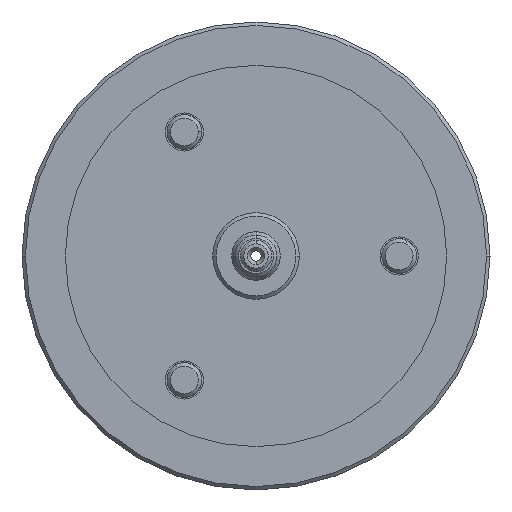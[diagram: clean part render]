
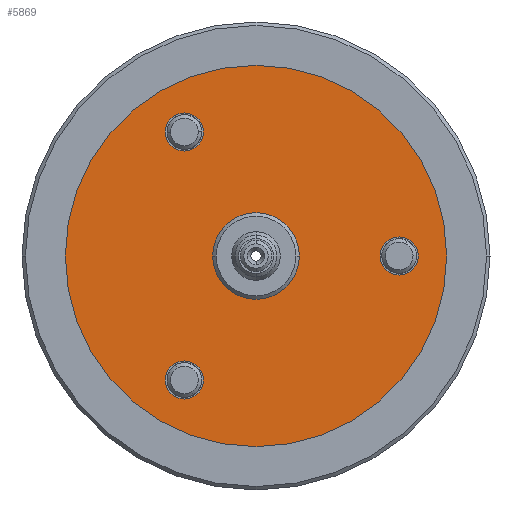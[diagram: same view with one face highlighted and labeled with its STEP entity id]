
A CAD part, left-side view. The second image highlights one B-rep face of the part: STEP entity #5869.
In plain terms, the highlighted planar face has unit normal (-1, 0, 0).
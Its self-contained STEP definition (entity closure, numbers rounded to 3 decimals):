
#20 = CARTESIAN_POINT ( 'NONE',  ( 5., -41.3, -5.5 ) ) ;
#58 = CARTESIAN_POINT ( 'NONE',  ( 5., 20.65, -30.267 ) ) ;
#158 = CARTESIAN_POINT ( 'NONE',  ( 5., 0., 0. ) ) ;
#240 = ORIENTED_EDGE ( 'NONE', *, *, #2518, .F. ) ;
#359 = VERTEX_POINT ( 'NONE', #5812 ) ;
#373 = DIRECTION ( 'NONE',  ( 0., -1., 0. ) ) ;
#374 = EDGE_CURVE ( 'NONE', #6594, #3461, #6356, .T. ) ;
#468 = EDGE_CURVE ( 'NONE', #3461, #6594, #3996, .T. ) ;
#479 = CIRCLE ( 'NONE', #3093, 12.5 ) ;
#485 = DIRECTION ( 'NONE',  ( -1., 0., 0. ) ) ;
#486 = EDGE_CURVE ( 'NONE', #1392, #2549, #1384, .T. ) ;
#656 = VERTEX_POINT ( 'NONE', #6624 ) ;
#687 = DIRECTION ( 'NONE',  ( 0., -1., 0. ) ) ;
#694 = AXIS2_PLACEMENT_3D ( 'NONE', #5991, #2868, #6517 ) ;
#724 = VERTEX_POINT ( 'NONE', #6599 ) ;
#767 = CIRCLE ( 'NONE', #694, 5.5 ) ;
#917 = DIRECTION ( 'NONE',  ( -1., 0., 0. ) ) ;
#1228 = EDGE_LOOP ( 'NONE', ( #3407, #6291 ) ) ;
#1232 = AXIS2_PLACEMENT_3D ( 'NONE', #4850, #1734, #5371 ) ;
#1303 = EDGE_CURVE ( 'NONE', #2549, #1392, #5546, .T. ) ;
#1384 = CIRCLE ( 'NONE', #2271, 5.5 ) ;
#1392 = VERTEX_POINT ( 'NONE', #20 ) ;
#1428 = DIRECTION ( 'NONE',  ( -1., 0., 0. ) ) ;
#1518 = CARTESIAN_POINT ( 'NONE',  ( 5., -12.5, 0. ) ) ;
#1548 = DIRECTION ( 'NONE',  ( 0., -1., 0. ) ) ;
#1570 = ORIENTED_EDGE ( 'NONE', *, *, #4263, .T. ) ;
#1592 = ORIENTED_EDGE ( 'NONE', *, *, #1303, .F. ) ;
#1632 = DIRECTION ( 'NONE',  ( 0., -1., 0. ) ) ;
#1649 = ORIENTED_EDGE ( 'NONE', *, *, #486, .F. ) ;
#1709 = EDGE_LOOP ( 'NONE', ( #1570, #4302 ) ) ;
#1734 = DIRECTION ( 'NONE',  ( -1., 0., 0. ) ) ;
#1849 = FACE_BOUND ( 'NONE', #5037, .T. ) ;
#1882 = EDGE_CURVE ( 'NONE', #3719, #3689, #479, .T. ) ;
#2057 = CARTESIAN_POINT ( 'NONE',  ( 5., 0., 0. ) ) ;
#2059 = DIRECTION ( 'NONE',  ( -1., 0., 0. ) ) ;
#2145 = CARTESIAN_POINT ( 'NONE',  ( 5., 20.65, 35.767 ) ) ;
#2158 = CARTESIAN_POINT ( 'NONE',  ( 5., 20.65, 30.267 ) ) ;
#2167 = ORIENTED_EDGE ( 'NONE', *, *, #4517, .F. ) ;
#2271 = AXIS2_PLACEMENT_3D ( 'NONE', #4134, #485, #3607 ) ;
#2311 = AXIS2_PLACEMENT_3D ( 'NONE', #2746, #6403, #3278 ) ;
#2372 = EDGE_LOOP ( 'NONE', ( #2167, #6225 ) ) ;
#2518 = EDGE_CURVE ( 'NONE', #724, #4661, #2750, .T. ) ;
#2537 = AXIS2_PLACEMENT_3D ( 'NONE', #158, #3813, #687 ) ;
#2549 = VERTEX_POINT ( 'NONE', #3071 ) ;
#2578 = DIRECTION ( 'NONE',  ( 0., -1., 0. ) ) ;
#2615 = AXIS2_PLACEMENT_3D ( 'NONE', #5709, #2059, #5177 ) ;
#2660 = AXIS2_PLACEMENT_3D ( 'NONE', #1518, #4672, #1548 ) ;
#2746 = CARTESIAN_POINT ( 'NONE',  ( 5., -41.3, 0. ) ) ;
#2750 = CIRCLE ( 'NONE', #5628, 5.5 ) ;
#2868 = DIRECTION ( 'NONE',  ( -1., 0., 0. ) ) ;
#3058 = FACE_BOUND ( 'NONE', #2372, .T. ) ;
#3071 = CARTESIAN_POINT ( 'NONE',  ( 5., -41.3, 5.5 ) ) ;
#3093 = AXIS2_PLACEMENT_3D ( 'NONE', #4568, #917, #4040 ) ;
#3126 = EDGE_LOOP ( 'NONE', ( #1649, #1592 ) ) ;
#3219 = FACE_OUTER_BOUND ( 'NONE', #1709, .T. ) ;
#3278 = DIRECTION ( 'NONE',  ( 0., -1., 0. ) ) ;
#3407 = ORIENTED_EDGE ( 'NONE', *, *, #468, .F. ) ;
#3461 = VERTEX_POINT ( 'NONE', #2158 ) ;
#3500 = CARTESIAN_POINT ( 'NONE',  ( 5., 20.65, -35.767 ) ) ;
#3607 = DIRECTION ( 'NONE',  ( 0., -1., 0. ) ) ;
#3613 = PLANE ( 'NONE',  #2660 ) ;
#3689 = VERTEX_POINT ( 'NONE', #3898 ) ;
#3719 = VERTEX_POINT ( 'NONE', #4449 ) ;
#3813 = DIRECTION ( 'NONE',  ( -1., 0., 0. ) ) ;
#3898 = CARTESIAN_POINT ( 'NONE',  ( 5., -12.5, 0. ) ) ;
#3996 = CIRCLE ( 'NONE', #2615, 5.5 ) ;
#4040 = DIRECTION ( 'NONE',  ( 0., -1., 0. ) ) ;
#4134 = CARTESIAN_POINT ( 'NONE',  ( 5., -41.3, 0. ) ) ;
#4263 = EDGE_CURVE ( 'NONE', #656, #359, #5265, .T. ) ;
#4302 = ORIENTED_EDGE ( 'NONE', *, *, #6143, .T. ) ;
#4449 = CARTESIAN_POINT ( 'NONE',  ( 5., 12.5, 0. ) ) ;
#4517 = EDGE_CURVE ( 'NONE', #3689, #3719, #5673, .T. ) ;
#4568 = CARTESIAN_POINT ( 'NONE',  ( 5., 0., 0. ) ) ;
#4579 = CARTESIAN_POINT ( 'NONE',  ( 5., 20.65, 41.267 ) ) ;
#4619 = FACE_BOUND ( 'NONE', #3126, .T. ) ;
#4661 = VERTEX_POINT ( 'NONE', #58 ) ;
#4672 = DIRECTION ( 'NONE',  ( -1., 0., 0. ) ) ;
#4850 = CARTESIAN_POINT ( 'NONE',  ( 5., 0., 0. ) ) ;
#5037 = EDGE_LOOP ( 'NONE', ( #240, #6047 ) ) ;
#5177 = DIRECTION ( 'NONE',  ( 0., -1., 0. ) ) ;
#5265 = CIRCLE ( 'NONE', #1232, 55. ) ;
#5267 = DIRECTION ( 'NONE',  ( -1., 0., 0. ) ) ;
#5371 = DIRECTION ( 'NONE',  ( 0., -1., 0. ) ) ;
#5536 = EDGE_CURVE ( 'NONE', #4661, #724, #767, .T. ) ;
#5546 = CIRCLE ( 'NONE', #2311, 5.5 ) ;
#5628 = AXIS2_PLACEMENT_3D ( 'NONE', #3500, #1428, #373 ) ;
#5673 = CIRCLE ( 'NONE', #6474, 12.5 ) ;
#5702 = DIRECTION ( 'NONE',  ( -1., 0., 0. ) ) ;
#5709 = CARTESIAN_POINT ( 'NONE',  ( 5., 20.65, 35.767 ) ) ;
#5812 = CARTESIAN_POINT ( 'NONE',  ( 5., 55., 0. ) ) ;
#5831 = FACE_BOUND ( 'NONE', #1228, .T. ) ;
#5869 = ADVANCED_FACE ( 'NONE', ( #1849, #5831, #4619, #3219, #3058 ), #3613, .T. ) ;
#5893 = AXIS2_PLACEMENT_3D ( 'NONE', #2145, #5267, #1632 ) ;
#5912 = CIRCLE ( 'NONE', #2537, 55. ) ;
#5991 = CARTESIAN_POINT ( 'NONE',  ( 5., 20.65, -35.767 ) ) ;
#6047 = ORIENTED_EDGE ( 'NONE', *, *, #5536, .F. ) ;
#6143 = EDGE_CURVE ( 'NONE', #359, #656, #5912, .T. ) ;
#6225 = ORIENTED_EDGE ( 'NONE', *, *, #1882, .F. ) ;
#6291 = ORIENTED_EDGE ( 'NONE', *, *, #374, .F. ) ;
#6356 = CIRCLE ( 'NONE', #5893, 5.5 ) ;
#6403 = DIRECTION ( 'NONE',  ( -1., 0., 0. ) ) ;
#6474 = AXIS2_PLACEMENT_3D ( 'NONE', #2057, #5702, #2578 ) ;
#6517 = DIRECTION ( 'NONE',  ( 0., -1., 0. ) ) ;
#6594 = VERTEX_POINT ( 'NONE', #4579 ) ;
#6599 = CARTESIAN_POINT ( 'NONE',  ( 5., 20.65, -41.267 ) ) ;
#6624 = CARTESIAN_POINT ( 'NONE',  ( 5., -55., 0. ) ) ;
